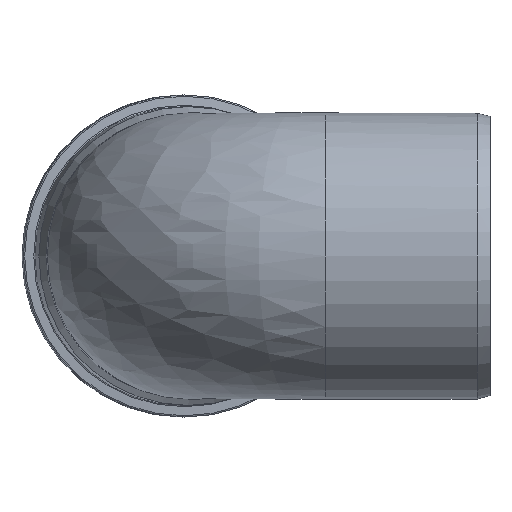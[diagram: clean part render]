
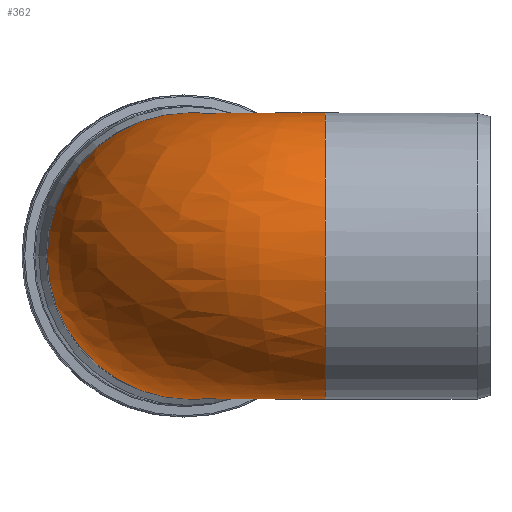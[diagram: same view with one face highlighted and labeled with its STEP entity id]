
A CAD part, left-side view. The second image highlights one B-rep face of the part: STEP entity #362.
In plain terms, the highlighted free-form (B-spline) face has degree [2, 2] with [9, 3] control points.
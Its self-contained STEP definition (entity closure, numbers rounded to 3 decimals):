
#77=CIRCLE('',#399,100.25);
#78=CIRCLE('',#400,100.25);
#110=(
BOUNDED_SURFACE()
B_SPLINE_SURFACE(2,2,((#666,#667,#668),(#669,#670,#671),(#672,#673,#674),
(#675,#676,#677),(#678,#679,#680),(#681,#682,#683),(#684,#685,#686),(#687,
#688,#689),(#690,#691,#692)),.UNSPECIFIED.,.F.,.F.,.F.)
B_SPLINE_SURFACE_WITH_KNOTS((3,2,2,2,3),(3,3),(-2.767,-1.383,
0.,1.383,2.767),(0.,1.527),
 .UNSPECIFIED.)
GEOMETRIC_REPRESENTATION_ITEM()
RATIONAL_B_SPLINE_SURFACE(((1.,0.722,1.),(0.77,
0.556,0.77),(1.,0.722,1.),(0.77,
0.556,0.77),(1.,0.722,1.),(0.77,
0.556,0.77),(1.,0.722,1.),(0.77,
0.556,0.77),(1.,0.722,1.)))
REPRESENTATION_ITEM('')
SURFACE()
);
#113=FACE_OUTER_BOUND('',#147,.T.);
#147=EDGE_LOOP('',(#290,#291,#292,#293));
#213=B_SPLINE_CURVE_WITH_KNOTS('',3,(#630,#631,#632,#633,#634,#635,#636,
#637,#638,#639,#640,#641,#642,#643,#644,#645),.UNSPECIFIED.,.F.,.F.,(4,
3,3,3,3,4),(-0.001,0.059,0.116,0.12,
0.163,0.211),.UNSPECIFIED.);
#214=B_SPLINE_CURVE_WITH_KNOTS('',3,(#649,#650,#651,#652,#653,#654,#655,
#656,#657,#658,#659,#660,#661,#662,#663,#664),.UNSPECIFIED.,.F.,.F.,(4,
3,3,3,3,4),(-0.001,0.047,0.09,
0.094,0.152,0.211),.UNSPECIFIED.);
#215=VERTEX_POINT('',#628);
#216=VERTEX_POINT('',#629);
#217=VERTEX_POINT('',#646);
#218=VERTEX_POINT('',#648);
#249=EDGE_CURVE('',#215,#216,#213,.T.);
#251=EDGE_CURVE('',#218,#217,#214,.T.);
#253=EDGE_CURVE('',#217,#215,#77,.T.);
#254=EDGE_CURVE('',#218,#216,#78,.T.);
#290=ORIENTED_EDGE('',*,*,#251,.T.);
#291=ORIENTED_EDGE('',*,*,#253,.T.);
#292=ORIENTED_EDGE('',*,*,#249,.T.);
#293=ORIENTED_EDGE('',*,*,#254,.F.);
#362=ADVANCED_FACE('',(#113),#110,.F.);
#399=AXIS2_PLACEMENT_3D('',#693,#469,#470);
#400=AXIS2_PLACEMENT_3D('',#694,#471,#472);
#469=DIRECTION('center_axis',(0.,1.,0.));
#470=DIRECTION('ref_axis',(1.,0.,0.));
#471=DIRECTION('center_axis',(0.999,0.044,0.));
#472=DIRECTION('ref_axis',(0.044,-0.999,0.));
#628=CARTESIAN_POINT('',(93.255,115.486,36.792));
#629=CARTESIAN_POINT('',(94.589,116.88,36.792));
#630=CARTESIAN_POINT('Ctrl Pts',(93.255,115.486,36.792));
#631=CARTESIAN_POINT('Ctrl Pts',(93.267,115.681,36.761));
#632=CARTESIAN_POINT('Ctrl Pts',(93.319,115.872,36.738));
#633=CARTESIAN_POINT('Ctrl Pts',(93.405,116.049,36.723));
#634=CARTESIAN_POINT('Ctrl Pts',(93.488,116.22,36.709));
#635=CARTESIAN_POINT('Ctrl Pts',(93.602,116.373,36.703));
#636=CARTESIAN_POINT('Ctrl Pts',(93.743,116.501,36.706));
#637=CARTESIAN_POINT('Ctrl Pts',(93.754,116.511,36.706));
#638=CARTESIAN_POINT('Ctrl Pts',(93.764,116.52,36.706));
#639=CARTESIAN_POINT('Ctrl Pts',(93.775,116.53,36.707));
#640=CARTESIAN_POINT('Ctrl Pts',(93.883,116.622,36.71));
#641=CARTESIAN_POINT('Ctrl Pts',(94.004,116.698,36.719));
#642=CARTESIAN_POINT('Ctrl Pts',(94.133,116.756,36.732));
#643=CARTESIAN_POINT('Ctrl Pts',(94.278,116.821,36.747));
#644=CARTESIAN_POINT('Ctrl Pts',(94.432,116.863,36.767));
#645=CARTESIAN_POINT('Ctrl Pts',(94.589,116.88,36.792));
#646=CARTESIAN_POINT('',(93.255,115.486,-36.792));
#648=CARTESIAN_POINT('',(94.589,116.88,-36.792));
#649=CARTESIAN_POINT('Ctrl Pts',(94.589,116.88,-36.792));
#650=CARTESIAN_POINT('Ctrl Pts',(94.432,116.863,-36.767));
#651=CARTESIAN_POINT('Ctrl Pts',(94.278,116.821,-36.747));
#652=CARTESIAN_POINT('Ctrl Pts',(94.133,116.756,-36.732));
#653=CARTESIAN_POINT('Ctrl Pts',(94.004,116.698,-36.719));
#654=CARTESIAN_POINT('Ctrl Pts',(93.883,116.622,-36.71));
#655=CARTESIAN_POINT('Ctrl Pts',(93.775,116.53,-36.707));
#656=CARTESIAN_POINT('Ctrl Pts',(93.764,116.52,-36.706));
#657=CARTESIAN_POINT('Ctrl Pts',(93.754,116.511,-36.706));
#658=CARTESIAN_POINT('Ctrl Pts',(93.743,116.501,-36.706));
#659=CARTESIAN_POINT('Ctrl Pts',(93.602,116.373,-36.703));
#660=CARTESIAN_POINT('Ctrl Pts',(93.488,116.22,-36.709));
#661=CARTESIAN_POINT('Ctrl Pts',(93.405,116.049,-36.723));
#662=CARTESIAN_POINT('Ctrl Pts',(93.319,115.872,-36.738));
#663=CARTESIAN_POINT('Ctrl Pts',(93.267,115.681,-36.761));
#664=CARTESIAN_POINT('Ctrl Pts',(93.255,115.486,-36.792));
#666=CARTESIAN_POINT('Ctrl Pts',(93.29,115.486,36.703));
#667=CARTESIAN_POINT('Ctrl Pts',(93.29,116.788,36.703));
#668=CARTESIAN_POINT('Ctrl Pts',(94.591,116.845,36.703));
#669=CARTESIAN_POINT('Ctrl Pts',(62.893,115.486,113.964));
#670=CARTESIAN_POINT('Ctrl Pts',(62.893,145.886,113.964));
#671=CARTESIAN_POINT('Ctrl Pts',(93.265,147.212,113.964));
#672=CARTESIAN_POINT('Ctrl Pts',(-18.678,115.486,98.495));
#673=CARTESIAN_POINT('Ctrl Pts',(-18.678,223.974,98.495));
#674=CARTESIAN_POINT('Ctrl Pts',(89.707,228.706,98.495));
#675=CARTESIAN_POINT('Ctrl Pts',(-100.25,115.486,83.025));
#676=CARTESIAN_POINT('Ctrl Pts',(-100.25,302.062,83.025));
#677=CARTESIAN_POINT('Ctrl Pts',(86.149,310.2,83.025));
#678=CARTESIAN_POINT('Ctrl Pts',(-100.25,115.486,0.));
#679=CARTESIAN_POINT('Ctrl Pts',(-100.25,302.062,0.));
#680=CARTESIAN_POINT('Ctrl Pts',(86.149,310.2,0.));
#681=CARTESIAN_POINT('Ctrl Pts',(-100.25,115.486,-83.025));
#682=CARTESIAN_POINT('Ctrl Pts',(-100.25,302.062,-83.025));
#683=CARTESIAN_POINT('Ctrl Pts',(86.149,310.2,-83.025));
#684=CARTESIAN_POINT('Ctrl Pts',(-18.678,115.486,-98.495));
#685=CARTESIAN_POINT('Ctrl Pts',(-18.678,223.974,-98.495));
#686=CARTESIAN_POINT('Ctrl Pts',(89.707,228.706,-98.495));
#687=CARTESIAN_POINT('Ctrl Pts',(62.893,115.486,-113.964));
#688=CARTESIAN_POINT('Ctrl Pts',(62.893,145.886,-113.964));
#689=CARTESIAN_POINT('Ctrl Pts',(93.265,147.212,-113.964));
#690=CARTESIAN_POINT('Ctrl Pts',(93.29,115.486,-36.703));
#691=CARTESIAN_POINT('Ctrl Pts',(93.29,116.788,-36.703));
#692=CARTESIAN_POINT('Ctrl Pts',(94.591,116.845,-36.703));
#693=CARTESIAN_POINT('Origin',(0.,115.486,0.));
#694=CARTESIAN_POINT('Origin',(90.521,210.046,0.));
